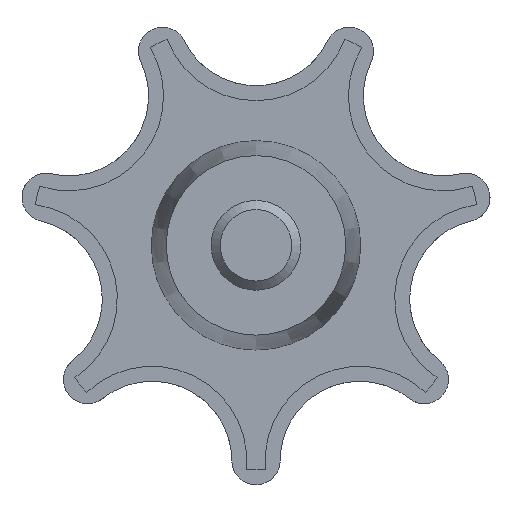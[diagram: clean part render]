
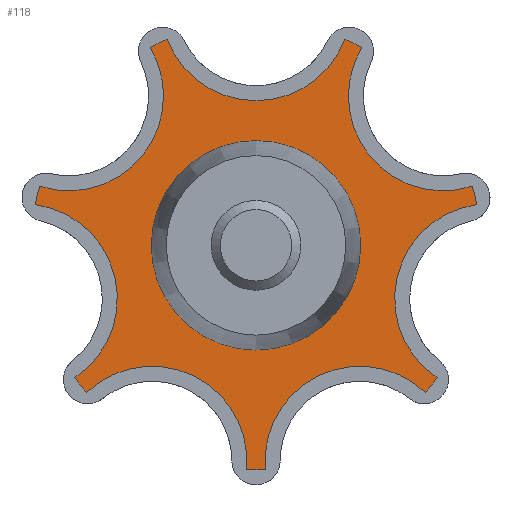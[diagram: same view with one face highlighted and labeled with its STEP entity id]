
A CAD part, front view. The second image highlights one B-rep face of the part: STEP entity #118.
In plain terms, the highlighted planar face has unit normal (0, -1, 0).
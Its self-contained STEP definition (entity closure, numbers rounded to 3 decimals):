
#118 = ADVANCED_FACE( '', ( #251, #252 ), #253, .F. );
#251 = FACE_OUTER_BOUND( '', #398, .T. );
#252 = FACE_BOUND( '', #399, .T. );
#253 = PLANE( '', #400 );
#398 = EDGE_LOOP( '', ( #697, #698, #699, #700, #701, #702, #703, #704, #705, #706, #707, #708, #709, #710 ) );
#399 = EDGE_LOOP( '', ( #711 ) );
#400 = AXIS2_PLACEMENT_3D( '', #712, #713, #714 );
#697 = ORIENTED_EDGE( '', *, *, #898, .T. );
#698 = ORIENTED_EDGE( '', *, *, #933, .F. );
#699 = ORIENTED_EDGE( '', *, *, #973, .T. );
#700 = ORIENTED_EDGE( '', *, *, #950, .F. );
#701 = ORIENTED_EDGE( '', *, *, #984, .T. );
#702 = ORIENTED_EDGE( '', *, *, #975, .F. );
#703 = ORIENTED_EDGE( '', *, *, #956, .T. );
#704 = ORIENTED_EDGE( '', *, *, #998, .F. );
#705 = ORIENTED_EDGE( '', *, *, #999, .T. );
#706 = ORIENTED_EDGE( '', *, *, #1000, .F. );
#707 = ORIENTED_EDGE( '', *, *, #1001, .T. );
#708 = ORIENTED_EDGE( '', *, *, #928, .F. );
#709 = ORIENTED_EDGE( '', *, *, #876, .T. );
#710 = ORIENTED_EDGE( '', *, *, #936, .F. );
#711 = ORIENTED_EDGE( '', *, *, #1002, .T. );
#712 = CARTESIAN_POINT( '', ( -10.323, 13.5, -3.792 ) );
#713 = DIRECTION( '', ( 0., 1., 0. ) );
#714 = DIRECTION( '', ( 0., 0., 1. ) );
#876 = EDGE_CURVE( '', #1042, #1040, #1043, .T. );
#898 = EDGE_CURVE( '', #1075, #1080, #1082, .T. );
#928 = EDGE_CURVE( '', #1042, #1132, #1133, .T. );
#933 = EDGE_CURVE( '', #1138, #1080, #1141, .T. );
#936 = EDGE_CURVE( '', #1075, #1040, #1144, .T. );
#950 = EDGE_CURVE( '', #1163, #1166, #1167, .T. );
#956 = EDGE_CURVE( '', #1177, #1175, #1178, .T. );
#973 = EDGE_CURVE( '', #1138, #1166, #1203, .T. );
#975 = EDGE_CURVE( '', #1177, #1205, #1206, .T. );
#984 = EDGE_CURVE( '', #1163, #1205, #1217, .T. );
#998 = EDGE_CURVE( '', #1237, #1175, #1238, .T. );
#999 = EDGE_CURVE( '', #1237, #1239, #1240, .T. );
#1000 = EDGE_CURVE( '', #1241, #1239, #1242, .T. );
#1001 = EDGE_CURVE( '', #1241, #1132, #1243, .T. );
#1002 = EDGE_CURVE( '', #1244, #1244, #1245, .T. );
#1040 = VERTEX_POINT( '', #1285 );
#1042 = VERTEX_POINT( '', #1288 );
#1043 = CIRCLE( '', #1289, 6.333 );
#1075 = VERTEX_POINT( '', #1381 );
#1080 = VERTEX_POINT( '', #1387 );
#1082 = CIRCLE( '', #1390, 6.333 );
#1132 = VERTEX_POINT( '', #1598 );
#1133 = CIRCLE( '', #1599, 8.546 );
#1138 = VERTEX_POINT( '', #1605 );
#1141 = CIRCLE( '', #1609, 8.546 );
#1144 = CIRCLE( '', #1612, 8.546 );
#1163 = VERTEX_POINT( '', #1687 );
#1166 = VERTEX_POINT( '', #1691 );
#1167 = CIRCLE( '', #1692, 8.546 );
#1175 = VERTEX_POINT( '', #1701 );
#1177 = VERTEX_POINT( '', #1704 );
#1178 = CIRCLE( '', #1705, 6.333 );
#1203 = CIRCLE( '', #1788, 6.333 );
#1205 = VERTEX_POINT( '', #1790 );
#1206 = CIRCLE( '', #1791, 8.546 );
#1217 = CIRCLE( '', #1825, 6.333 );
#1237 = VERTEX_POINT( '', #1845 );
#1238 = CIRCLE( '', #1846, 8.546 );
#1239 = VERTEX_POINT( '', #1847 );
#1240 = CIRCLE( '', #1848, 6.333 );
#1241 = VERTEX_POINT( '', #1849 );
#1242 = CIRCLE( '', #1850, 8.546 );
#1243 = CIRCLE( '', #1851, 6.333 );
#1244 = VERTEX_POINT( '', #1852 );
#1245 = CIRCLE( '', #1853, 7. );
#1285 = CARTESIAN_POINT( '', ( -14.46, 13.5, 3.95 ) );
#1288 = CARTESIAN_POINT( '', ( -7.069, 13.5, 13.218 ) );
#1289 = AXIS2_PLACEMENT_3D( '', #1933, #1934, #1935 );
#1381 = CARTESIAN_POINT( '', ( -14.742, 13.5, 2.715 ) );
#1387 = CARTESIAN_POINT( '', ( -12.104, 13.5, -8.842 ) );
#1390 = AXIS2_PLACEMENT_3D( '', #1958, #1959, #1960 );
#1598 = CARTESIAN_POINT( '', ( -5.927, 13.5, 13.768 ) );
#1599 = AXIS2_PLACEMENT_3D( '', #1980, #1981, #1982 );
#1605 = CARTESIAN_POINT( '', ( -11.314, 13.5, -9.833 ) );
#1609 = AXIS2_PLACEMENT_3D( '', #1988, #1989, #1990 );
#1612 = AXIS2_PLACEMENT_3D( '', #1994, #1995, #1996 );
#1687 = CARTESIAN_POINT( '', ( 0.634, 13.5, -14.976 ) );
#1691 = CARTESIAN_POINT( '', ( -0.634, 13.5, -14.976 ) );
#1692 = AXIS2_PLACEMENT_3D( '', #2008, #2009, #2010 );
#1701 = CARTESIAN_POINT( '', ( 14.742, 13.5, 2.715 ) );
#1704 = CARTESIAN_POINT( '', ( 12.104, 13.5, -8.842 ) );
#1705 = AXIS2_PLACEMENT_3D( '', #2019, #2020, #2021 );
#1788 = AXIS2_PLACEMENT_3D( '', #2037, #2038, #2039 );
#1790 = CARTESIAN_POINT( '', ( 11.314, 13.5, -9.833 ) );
#1791 = AXIS2_PLACEMENT_3D( '', #2040, #2041, #2042 );
#1825 = AXIS2_PLACEMENT_3D( '', #2053, #2054, #2055 );
#1845 = CARTESIAN_POINT( '', ( 14.46, 13.5, 3.95 ) );
#1846 = AXIS2_PLACEMENT_3D( '', #2089, #2090, #2091 );
#1847 = CARTESIAN_POINT( '', ( 7.069, 13.5, 13.218 ) );
#1848 = AXIS2_PLACEMENT_3D( '', #2092, #2093, #2094 );
#1849 = CARTESIAN_POINT( '', ( 5.927, 13.5, 13.768 ) );
#1850 = AXIS2_PLACEMENT_3D( '', #2095, #2096, #2097 );
#1851 = AXIS2_PLACEMENT_3D( '', #2098, #2099, #2100 );
#1852 = CARTESIAN_POINT( '', ( 7., 13.5, 0. ) );
#1853 = AXIS2_PLACEMENT_3D( '', #2101, #2102, #2103 );
#1933 = CARTESIAN_POINT( '', ( -12.509, 13.5, 9.976 ) );
#1934 = DIRECTION( '', ( 0., 1., 0. ) );
#1935 = DIRECTION( '', ( 1., 0., 0. ) );
#1958 = CARTESIAN_POINT( '', ( -15.599, 13.5, -3.56 ) );
#1959 = DIRECTION( '', ( 0., 1., 0. ) );
#1960 = DIRECTION( '', ( 1., 0., 0. ) );
#1980 = CARTESIAN_POINT( '', ( -2.8, 13.5, 5.815 ) );
#1981 = DIRECTION( '', ( 0., 1., 0. ) );
#1982 = DIRECTION( '', ( 1., 0., 0. ) );
#1988 = CARTESIAN_POINT( '', ( -5.046, 13.5, -4.024 ) );
#1989 = DIRECTION( '', ( 0., 1., 0. ) );
#1990 = DIRECTION( '', ( 1., 0., 0. ) );
#1994 = CARTESIAN_POINT( '', ( -6.293, 13.5, 1.436 ) );
#1995 = DIRECTION( '', ( 0., 1., 0. ) );
#1996 = DIRECTION( '', ( 1., 0., 0. ) );
#2008 = CARTESIAN_POINT( '', ( 0., 13.5, -6.454 ) );
#2009 = DIRECTION( '', ( 0., 1., 0. ) );
#2010 = DIRECTION( '', ( 1., 0., 0. ) );
#2019 = CARTESIAN_POINT( '', ( 15.599, 13.5, -3.56 ) );
#2020 = DIRECTION( '', ( 0., 1., 0. ) );
#2021 = DIRECTION( '', ( 1., 0., 0. ) );
#2037 = CARTESIAN_POINT( '', ( -6.942, 13.5, -14.416 ) );
#2038 = DIRECTION( '', ( 0., 1., 0. ) );
#2039 = DIRECTION( '', ( 1., 0., 0. ) );
#2040 = CARTESIAN_POINT( '', ( 5.046, 13.5, -4.024 ) );
#2041 = DIRECTION( '', ( 0., 1., 0. ) );
#2042 = DIRECTION( '', ( 1., 0., 0. ) );
#2053 = CARTESIAN_POINT( '', ( 6.942, 13.5, -14.416 ) );
#2054 = DIRECTION( '', ( 0., 1., 0. ) );
#2055 = DIRECTION( '', ( 1., 0., 0. ) );
#2089 = CARTESIAN_POINT( '', ( 6.293, 13.5, 1.436 ) );
#2090 = DIRECTION( '', ( 0., 1., 0. ) );
#2091 = DIRECTION( '', ( 1., 0., 0. ) );
#2092 = CARTESIAN_POINT( '', ( 12.509, 13.5, 9.976 ) );
#2093 = DIRECTION( '', ( 0., 1., 0. ) );
#2094 = DIRECTION( '', ( 1., 0., 0. ) );
#2095 = CARTESIAN_POINT( '', ( 2.8, 13.5, 5.815 ) );
#2096 = DIRECTION( '', ( 0., 1., 0. ) );
#2097 = DIRECTION( '', ( 1., 0., 0. ) );
#2098 = CARTESIAN_POINT( '', ( 0., 13.5, 16. ) );
#2099 = DIRECTION( '', ( 0., 1., 0. ) );
#2100 = DIRECTION( '', ( 1., 0., 0. ) );
#2101 = CARTESIAN_POINT( '', ( 0., 13.5, 0. ) );
#2102 = DIRECTION( '', ( 0., 1., 0. ) );
#2103 = DIRECTION( '', ( 1., 0., 0. ) );
